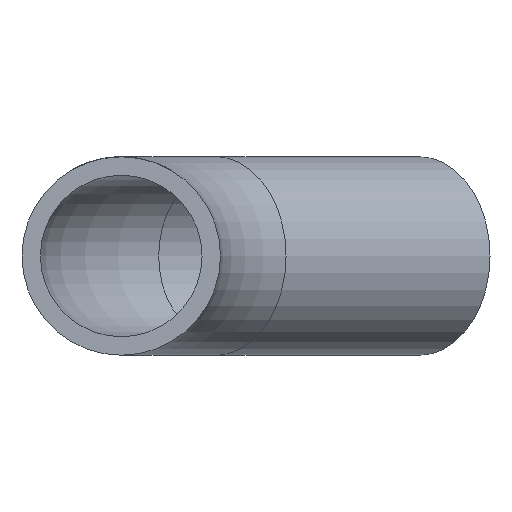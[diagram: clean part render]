
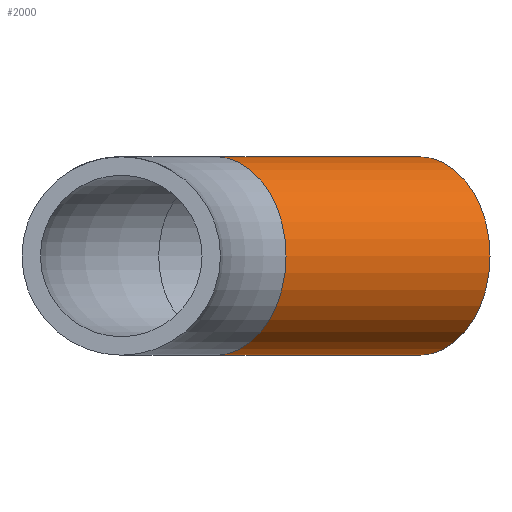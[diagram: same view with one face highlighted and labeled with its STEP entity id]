
A CAD part, front view. The second image highlights one B-rep face of the part: STEP entity #2000.
In plain terms, the highlighted cylindrical face has radius 8.6 mm (diameter 17.2 mm), a full revolution.
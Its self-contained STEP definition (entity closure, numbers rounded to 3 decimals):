
#53 = EDGE_CURVE ( 'NONE', #646, #646, #784, .T. ) ;
#113 = AXIS2_PLACEMENT_3D ( 'NONE', #1202, #1214, #1182 ) ;
#146 = DIRECTION ( 'NONE',  ( 0., 0., 1. ) ) ;
#347 = FACE_OUTER_BOUND ( 'NONE', #440, .T. ) ;
#440 = EDGE_LOOP ( 'NONE', ( #551 ) ) ;
#551 = ORIENTED_EDGE ( 'NONE', *, *, #53, .F. ) ;
#646 = VERTEX_POINT ( 'NONE', #1639 ) ;
#680 = CYLINDRICAL_SURFACE ( 'NONE', #113, 8.6 ) ;
#691 = FACE_OUTER_BOUND ( 'NONE', #1720, .T. ) ;
#784 = CIRCLE ( 'NONE', #963, 8.6 ) ;
#963 = AXIS2_PLACEMENT_3D ( 'NONE', #1355, #1508, #146 ) ;
#984 = CARTESIAN_POINT ( 'NONE',  ( -19.799, 44.799, 8.6 ) ) ;
#1182 = DIRECTION ( 'NONE',  ( -0.707, 0.707, 0. ) ) ;
#1202 = CARTESIAN_POINT ( 'NONE',  ( -19.799, 44.799, 0. ) ) ;
#1214 = DIRECTION ( 'NONE',  ( 0.707, 0.707, 0. ) ) ;
#1349 = CARTESIAN_POINT ( 'NONE',  ( -19.799, 44.799, 0. ) ) ;
#1355 = CARTESIAN_POINT ( 'NONE',  ( -2.121, 62.477, 0. ) ) ;
#1419 = AXIS2_PLACEMENT_3D ( 'NONE', #1349, #1477, #2162 ) ;
#1477 = DIRECTION ( 'NONE',  ( 0.707, 0.707, 0. ) ) ;
#1507 = VERTEX_POINT ( 'NONE', #984 ) ;
#1508 = DIRECTION ( 'NONE',  ( 0.707, 0.707, 0. ) ) ;
#1565 = CIRCLE ( 'NONE', #1419, 8.6 ) ;
#1586 = EDGE_CURVE ( 'NONE', #1507, #1507, #1565, .T. ) ;
#1611 = ORIENTED_EDGE ( 'NONE', *, *, #1586, .T. ) ;
#1639 = CARTESIAN_POINT ( 'NONE',  ( -2.121, 62.477, 8.6 ) ) ;
#1720 = EDGE_LOOP ( 'NONE', ( #1611 ) ) ;
#2000 = ADVANCED_FACE ( 'NONE', ( #347, #691 ), #680, .T. ) ;
#2162 = DIRECTION ( 'NONE',  ( 0., 0., 1. ) ) ;
